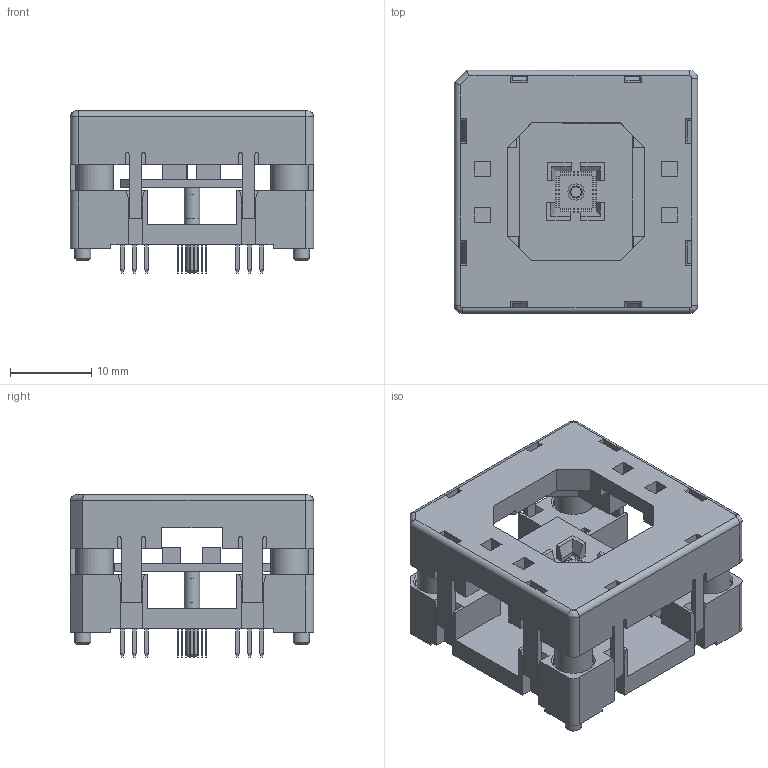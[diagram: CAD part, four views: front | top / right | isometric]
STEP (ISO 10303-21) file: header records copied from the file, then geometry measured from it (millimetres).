
FILE_DESCRIPTION(/* description */ (''),/* implementation_level */ '2;1');
FILE_NAME(/* name */ '3M_232-5205-01.stp',/* time_stamp */ '2017-08-07T10:29:12+02:00',/* author */ ('riccim'),/* organization */ (''),/* preprocessor_version */ 'ST-DEVELOPER v16.5',/* originating_system */ 'AutoCAD Mechanical',/* authorisation */ '');
FILE_SCHEMA (('AUTOMOTIVE_DESIGN { 1 0 10303 214 3 1 1 }'));
Length unit declared in the file: millimetre
Products named in the file (1): Product
Bounding box: 30 x 30 x 20 mm (x, y, z)
Volume: 7021.8 mm3; surface area: 7612.7 mm2
Topology: 34 solids, 35 shells, 1034 faces, 2732 edges, 1935 vertices
Faces by surface type: plane 945, cylinder 72, cone 14, bspline 3
Full cylindrical faces by diameter (mm): 0.6 x4, 1.2 x8, 1.5 x3, 1.7 x1, 1.72 x1, 1.95 x1, 2 x3, 4.65 x4, 5 x8
Entity records: 30982 total; most frequent: CARTESIAN_POINT 5641, ORIENTED_EDGE 5076, DIRECTION 4903, EDGE_CURVE 2538, LINE 2493, VECTOR 2493, VERTEX_POINT 1660, AXIS2_PLACEMENT_3D 1205
